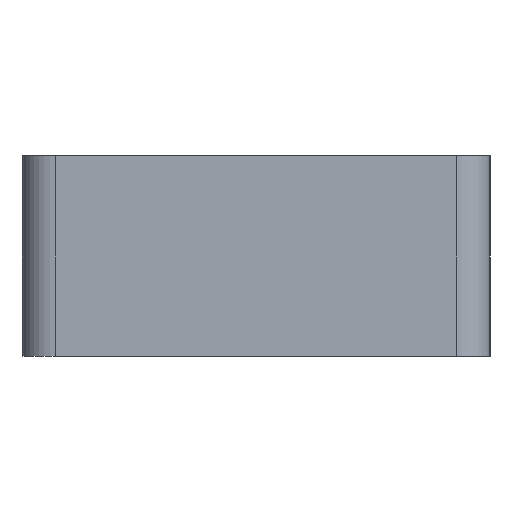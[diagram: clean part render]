
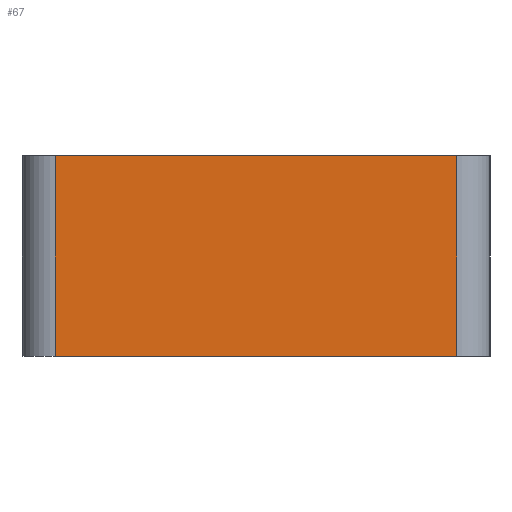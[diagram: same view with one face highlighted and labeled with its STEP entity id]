
A CAD part, left-side view. The second image highlights one B-rep face of the part: STEP entity #67.
In plain terms, the highlighted planar face has unit normal (-1, 0, 0).
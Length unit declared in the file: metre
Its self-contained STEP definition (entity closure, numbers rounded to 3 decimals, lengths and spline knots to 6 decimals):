
#67 = ADVANCED_FACE( '', ( #152 ), #153, .F. );
#152 = FACE_OUTER_BOUND( '', #664, .T. );
#153 = PLANE( '', #665 );
#664 = EDGE_LOOP( '', ( #2382, #2383, #2384, #2385 ) );
#665 = AXIS2_PLACEMENT_3D( '', #2386, #2387, #2388 );
#2382 = ORIENTED_EDGE( '', *, *, #3072, .F. );
#2383 = ORIENTED_EDGE( '', *, *, #3073, .T. );
#2384 = ORIENTED_EDGE( '', *, *, #3074, .T. );
#2385 = ORIENTED_EDGE( '', *, *, #3075, .T. );
#2386 = CARTESIAN_POINT( '', ( -0.0195, 0.0083, 0.003 ) );
#2387 = DIRECTION( '', ( 1., 0., 0. ) );
#2388 = DIRECTION( '', ( 0., 1., 0. ) );
#3072 = EDGE_CURVE( '', #3202, #3203, #3204, .T. );
#3073 = EDGE_CURVE( '', #3202, #3205, #3206, .T. );
#3074 = EDGE_CURVE( '', #3205, #3207, #3208, .T. );
#3075 = EDGE_CURVE( '', #3207, #3203, #3209, .F. );
#3202 = VERTEX_POINT( '', #3796 );
#3203 = VERTEX_POINT( '', #3797 );
#3204 = LINE( '', #3798, #3799 );
#3205 = VERTEX_POINT( '', #3800 );
#3206 = LINE( '', #3801, #3802 );
#3207 = VERTEX_POINT( '', #3803 );
#3208 = LINE( '', #3804, #3805 );
#3209 = LINE( '', #3806, #3807 );
#3796 = CARTESIAN_POINT( '', ( -0.0195, 0.003, 0.003 ) );
#3797 = CARTESIAN_POINT( '', ( -0.0195, -0.003, 0.003 ) );
#3798 = CARTESIAN_POINT( '', ( -0.0195, 0.0083, 0.003 ) );
#3799 = VECTOR( '', #5021, 1. );
#3800 = CARTESIAN_POINT( '', ( -0.0195, 0.003, 0. ) );
#3801 = CARTESIAN_POINT( '', ( -0.0195, 0.003, 0.003 ) );
#3802 = VECTOR( '', #5022, 1. );
#3803 = CARTESIAN_POINT( '', ( -0.0195, -0.003, 0. ) );
#3804 = CARTESIAN_POINT( '', ( -0.0195, 0.0083, 0. ) );
#3805 = VECTOR( '', #5023, 1. );
#3806 = CARTESIAN_POINT( '', ( -0.0195, -0.003, 0.003 ) );
#3807 = VECTOR( '', #5024, 1. );
#5021 = DIRECTION( '', ( 0., -1., 0. ) );
#5022 = DIRECTION( '', ( 0., 0., -1. ) );
#5023 = DIRECTION( '', ( 0., -1., 0. ) );
#5024 = DIRECTION( '', ( 0., 0., -1. ) );
